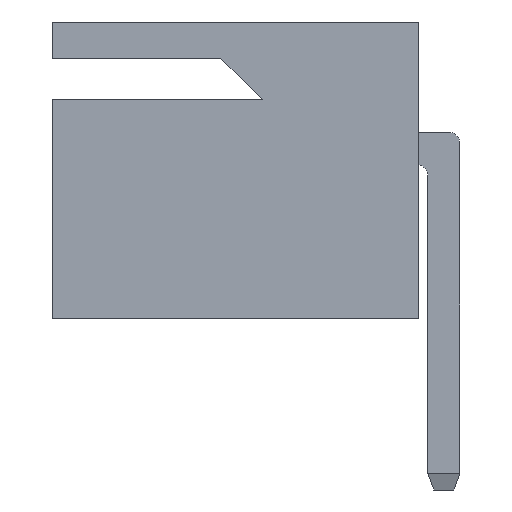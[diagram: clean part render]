
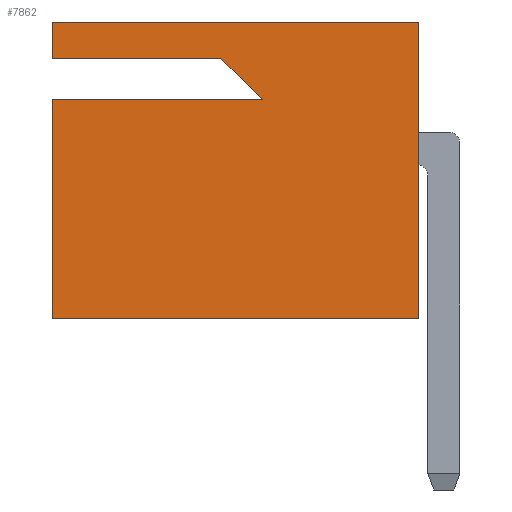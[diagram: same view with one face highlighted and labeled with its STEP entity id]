
A CAD part, left-side view. The second image highlights one B-rep face of the part: STEP entity #7862.
In plain terms, the highlighted planar face has unit normal (-1, 0, 0).
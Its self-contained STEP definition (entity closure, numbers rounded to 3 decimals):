
#629=ORIENTED_EDGE('',*,*,#2211,.T.);
#630=ORIENTED_EDGE('',*,*,#2212,.T.);
#631=ORIENTED_EDGE('',*,*,#2213,.T.);
#632=ORIENTED_EDGE('',*,*,#2141,.T.);
#633=ORIENTED_EDGE('',*,*,#2210,.F.);
#634=ORIENTED_EDGE('',*,*,#2148,.F.);
#635=ORIENTED_EDGE('',*,*,#2099,.T.);
#636=ORIENTED_EDGE('',*,*,#2214,.T.);
#2099=EDGE_CURVE('',#2908,#2907,#3425,.T.);
#2141=EDGE_CURVE('',#2925,#2942,#3467,.T.);
#2148=EDGE_CURVE('',#2908,#2948,#3474,.T.);
#2210=EDGE_CURVE('',#2948,#2942,#3536,.T.);
#2211=EDGE_CURVE('',#2985,#2986,#3537,.T.);
#2212=EDGE_CURVE('',#2986,#2987,#3538,.T.);
#2213=EDGE_CURVE('',#2987,#2925,#3539,.T.);
#2214=EDGE_CURVE('',#2907,#2985,#3540,.T.);
#2907=VERTEX_POINT('',#9870);
#2908=VERTEX_POINT('',#9872);
#2925=VERTEX_POINT('',#9917);
#2942=VERTEX_POINT('',#9952);
#2948=VERTEX_POINT('',#9967);
#2985=VERTEX_POINT('',#10080);
#2986=VERTEX_POINT('',#10081);
#2987=VERTEX_POINT('',#10083);
#3425=LINE('',#9871,#3957);
#3467=LINE('',#9953,#3999);
#3474=LINE('',#9966,#4006);
#3536=LINE('',#10077,#4068);
#3537=LINE('',#10079,#4069);
#3538=LINE('',#10082,#4070);
#3539=LINE('',#10084,#4071);
#3540=LINE('',#10085,#4072);
#3957=VECTOR('',#8656,1000.);
#3999=VECTOR('',#8708,1000.);
#4006=VECTOR('',#8717,1000.);
#4068=VECTOR('',#8803,1000.);
#4069=VECTOR('',#8806,1000.);
#4070=VECTOR('',#8807,1000.);
#4071=VECTOR('',#8808,1000.);
#4072=VECTOR('',#8809,1000.);
#4458=EDGE_LOOP('',(#629,#630,#631,#632,#633,#634,#635,#636));
#4820=FACE_BOUND('',#4458,.T.);
#5182=PLANE('',#8248);
#7862=ADVANCED_FACE('',(#4820),#5182,.T.);
#8248=AXIS2_PLACEMENT_3D('',#10078,#8804,#8805);
#8656=DIRECTION('',(0.,0.,-1.));
#8708=DIRECTION('',(0.,-1.,0.));
#8717=DIRECTION('',(0.,-1.,0.));
#8803=DIRECTION('',(0.,0.,-1.));
#8804=DIRECTION('',(-1.,0.,0.));
#8805=DIRECTION('',(0.,1.,0.));
#8806=DIRECTION('',(0.,-0.707,-0.707));
#8807=DIRECTION('',(0.,1.,0.));
#8808=DIRECTION('',(0.,0.,-1.));
#8809=DIRECTION('',(0.,-1.,0.));
#9870=CARTESIAN_POINT('',(-7.417,7.534,5.131));
#9871=CARTESIAN_POINT('',(-7.417,7.534,5.842));
#9872=CARTESIAN_POINT('',(-7.417,7.534,5.842));
#9917=CARTESIAN_POINT('',(-7.417,7.534,0.));
#9952=CARTESIAN_POINT('',(-7.417,0.32,0.));
#9953=CARTESIAN_POINT('',(-7.417,1.031,0.));
#9966=CARTESIAN_POINT('',(-7.417,1.031,5.842));
#9967=CARTESIAN_POINT('',(-7.417,0.32,5.842));
#10077=CARTESIAN_POINT('',(-7.417,0.32,5.842));
#10078=CARTESIAN_POINT('',(-7.417,1.031,5.842));
#10079=CARTESIAN_POINT('',(-7.417,4.206,5.131));
#10080=CARTESIAN_POINT('',(-7.417,4.206,5.131));
#10081=CARTESIAN_POINT('',(-7.417,3.393,4.318));
#10082=CARTESIAN_POINT('',(-7.417,3.393,4.318));
#10083=CARTESIAN_POINT('',(-7.417,7.534,4.318));
#10084=CARTESIAN_POINT('',(-7.417,7.534,5.842));
#10085=CARTESIAN_POINT('',(-7.417,7.534,5.131));
